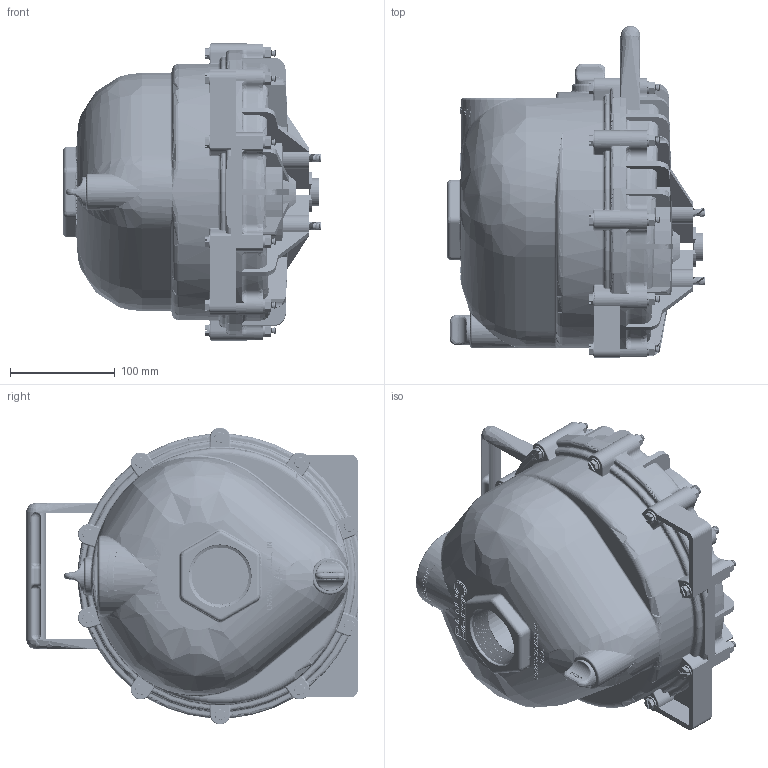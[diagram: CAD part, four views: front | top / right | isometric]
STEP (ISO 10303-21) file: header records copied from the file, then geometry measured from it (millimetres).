
FILE_DESCRIPTION(/* description */ ('2" PUMP ONLY, BUNA'),/* implementation_level */ '2;1');
FILE_NAME(/* name */ '200PO-BN.stp',/* time_stamp */ '2022-10-19T12:00:40-04:00',/* author */ ('DAG'),/* organization */ ('Banjo Corporation'),/* preprocessor_version */ 'ST-DEVELOPER v18.1',/* originating_system */ 'Autodesk Inventor 2022',/* authorisation */ '');
FILE_SCHEMA (('AUTOMOTIVE_DESIGN { 1 0 10303 214 3 1 1 }'));
Length unit declared in the file: inch
Products named in the file (27): 200PO-BN; 12703A; 12712ABN; X12712A; 12777; UV15163BN; 12702A; 12715A; 12717BN; 12705BN; 12900; 12725; 12719ABN; 12754BN; 12720; V07018; V07019; 12775A; 12902A; 12765A; 12771A; 12901; 12716; A204BN; 12713BN; 12713BN_1; 12710BN
Assembly tree (65 placements, depth 3):
  200PO-BN
    12703A
    12712ABN
      X12712A
      12777  x2
      UV15163BN  x2
    12702A
    12715A  x4
    12717BN  x4
    12705BN
    12900
    12725  x2
    12719ABN
    12754BN
    12720  x10
    V07018  x10
    V07019  x10
    12775A
    12902A
    12765A
    12771A
    12901  x4
    12716
    A204BN
    12713BN
      12713BN_1
      12710BN
Bounding box: 245.36 x 316.26 x 283.21 mm (x, y, z)
Volume: 2842277.5 mm3; surface area: 1066538.2 mm2
Topology: 83 solids, 83 shells, 7570 faces, 19288 edges, 11946 vertices
Faces by surface type: plane 2083, cylinder 2024, cone 1904, bspline 841, torus 697, sphere 21
Full cylindrical faces by diameter (mm): 2.87 x2, 2.921 x2, 3.505 x14, 4.572 x1, 4.826 x2, 4.877 x6, 5.207 x2, 5.969 x7, 6.35 x430, 6.65 x15, 6.858 x20, 7.938 x4, 8.731 x4, 9.525 x2, 11.1 x1, 11.112 x1, 11.906 x4, 12.7 x2, 13.208 x10, 17.399 x1, 17.475 x4, 18.263 x1, 19.05 x3, 20.637 x1, 20.701 x4, 22.225 x1, 24.892 x1, 25.4 x1, 25.527 x2, 26.924 x1
Entity records: 183921 total; most frequent: CARTESIAN_POINT 77952, ORIENTED_EDGE 23986, DIRECTION 19275, EDGE_CURVE 11993, VERTEX_POINT 7680, AXIS2_PLACEMENT_3D 7050, LINE 5175, VECTOR 5175
